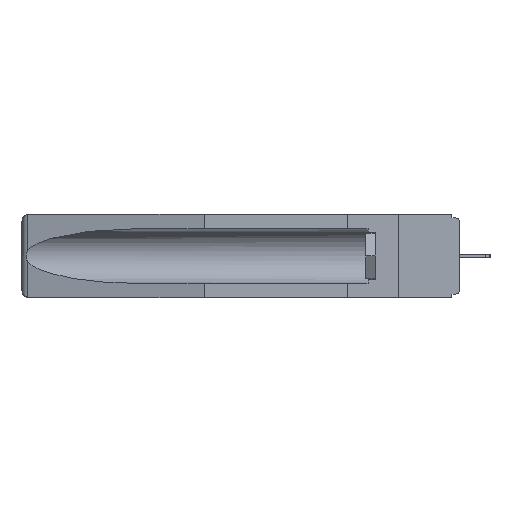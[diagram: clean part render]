
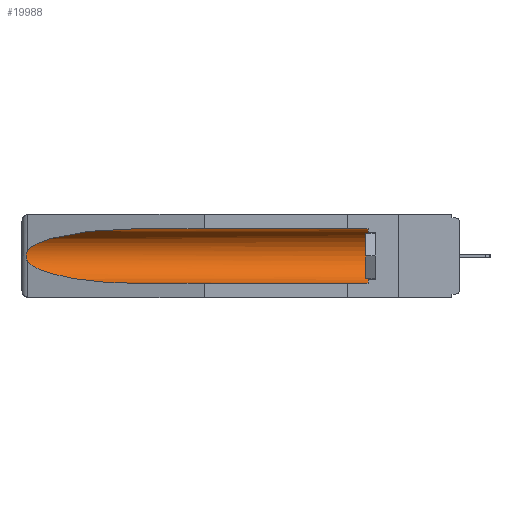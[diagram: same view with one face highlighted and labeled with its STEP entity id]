
A CAD part, left-side view. The second image highlights one B-rep face of the part: STEP entity #19988.
In plain terms, the highlighted cylindrical face has radius 2.857 mm (diameter 5.715 mm), a partial arc.
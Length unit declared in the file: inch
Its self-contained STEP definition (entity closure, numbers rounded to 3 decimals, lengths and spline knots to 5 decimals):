
#281 =( BOUNDED_CURVE ( )  B_SPLINE_CURVE ( 3, ( #15925, #24094, #26177, #13929 ),
 .UNSPECIFIED., .F., .F. ) 
 B_SPLINE_CURVE_WITH_KNOTS ( ( 4, 4 ),
 ( 0.1948, 1.5708 ),
 .UNSPECIFIED. ) 
 CURVE ( )  GEOMETRIC_REPRESENTATION_ITEM ( )  RATIONAL_B_SPLINE_CURVE ( ( 1., 0.848, 0.848, 1. ) ) 
 REPRESENTATION_ITEM ( '' )  );
#964 = CARTESIAN_POINT ( 'NONE',  ( 0.26537, 1.52718, -0.14972 ) ) ;
#3751 = VERTEX_POINT ( 'NONE', #3882 ) ;
#3882 = CARTESIAN_POINT ( 'NONE',  ( 0.155, 0.126, -0.284 ) ) ;
#3936 = ORIENTED_EDGE ( 'NONE', *, *, #18262, .T. ) ;
#5463 = CARTESIAN_POINT ( 'NONE',  ( 0.2673, 1.5327, -0.16383 ) ) ;
#5628 = FACE_OUTER_BOUND ( 'NONE', #10431, .T. ) ;
#5671 = CARTESIAN_POINT ( 'NONE',  ( 0.155, -0.30754, -0.1715 ) ) ;
#5679 = CARTESIAN_POINT ( 'NONE',  ( 0.26537, 1.52718, -0.14972 ) ) ;
#6852 = VECTOR ( 'NONE', #11669, 39.37008 ) ;
#6973 = CARTESIAN_POINT ( 'NONE',  ( 0.155, 1.07973, -0.284 ) ) ;
#7631 = CARTESIAN_POINT ( 'NONE',  ( 0.2675, 1.53308, -0.17534 ) ) ;
#8212 = ORIENTED_EDGE ( 'NONE', *, *, #26848, .T. ) ;
#8299 = DIRECTION ( 'NONE',  ( 0., 1., 0. ) ) ;
#8452 = CARTESIAN_POINT ( 'NONE',  ( 0.26537, 1.52718, -0.19328 ) ) ;
#9485 = DIRECTION ( 'NONE',  ( 0., -1., 0. ) ) ;
#9552 = CARTESIAN_POINT ( 'NONE',  ( 0.155, -0.30754, -0.284 ) ) ;
#9666 = CARTESIAN_POINT ( 'NONE',  ( 0.26597, 1.52961, -0.15275 ) ) ;
#9759 = CARTESIAN_POINT ( 'NONE',  ( 0.26655, 1.53094, -0.18657 ) ) ;
#9858 = CARTESIAN_POINT ( 'NONE',  ( 0.26537, 1.52718, -0.14972 ) ) ;
#10228 = VERTEX_POINT ( 'NONE', #15631 ) ;
#10301 = AXIS2_PLACEMENT_3D ( 'NONE', #5671, #13956, #20186 ) ;
#10431 = EDGE_LOOP ( 'NONE', ( #8212, #11137, #19231, #23167, #18905, #3936 ) ) ;
#10437 = CARTESIAN_POINT ( 'NONE',  ( 0.155, -0.30754, -0.059 ) ) ;
#11137 = ORIENTED_EDGE ( 'NONE', *, *, #13401, .T. ) ;
#11669 = DIRECTION ( 'NONE',  ( 0., 1., 0. ) ) ;
#11806 = VERTEX_POINT ( 'NONE', #8452 ) ;
#11875 = CARTESIAN_POINT ( 'NONE',  ( 0.26537, 1.52718, -0.19328 ) ) ;
#11928 = CARTESIAN_POINT ( 'NONE',  ( 0.155, 0.126, -0.059 ) ) ;
#12716 = CIRCLE ( 'NONE', #19738, 0.1125 ) ;
#13401 = EDGE_CURVE ( 'NONE', #20470, #11806, #27025, .T. ) ;
#13929 = CARTESIAN_POINT ( 'NONE',  ( 0.155, 1.07973, -0.284 ) ) ;
#13956 = DIRECTION ( 'NONE',  ( 0., 1., 0. ) ) ;
#15015 = LINE ( 'NONE', #10437, #19777 ) ;
#15631 = CARTESIAN_POINT ( 'NONE',  ( 0.155, 1.07973, -0.059 ) ) ;
#15925 = CARTESIAN_POINT ( 'NONE',  ( 0.26537, 1.52718, -0.19328 ) ) ;
#15982 = LINE ( 'NONE', #9552, #6852 ) ;
#17137 = EDGE_CURVE ( 'NONE', #11806, #25699, #281, .T. ) ;
#17961 = CARTESIAN_POINT ( 'NONE',  ( 0.26654, 1.53092, -0.15636 ) ) ;
#18157 = CARTESIAN_POINT ( 'NONE',  ( 0.25451, 1.48313, -0.09465 ) ) ;
#18262 = EDGE_CURVE ( 'NONE', #19353, #10228, #15015, .T. ) ;
#18574 = EDGE_CURVE ( 'NONE', #3751, #19353, #12716, .T. ) ;
#18905 = ORIENTED_EDGE ( 'NONE', *, *, #18574, .T. ) ;
#19231 = ORIENTED_EDGE ( 'NONE', *, *, #17137, .T. ) ;
#19353 = VERTEX_POINT ( 'NONE', #11928 ) ;
#19738 = AXIS2_PLACEMENT_3D ( 'NONE', #21773, #9485, #23834 ) ;
#19777 = VECTOR ( 'NONE', #8299, 39.37008 ) ;
#19988 = ADVANCED_FACE ( 'NONE', ( #5628 ), #21506, .F. ) ;
#20004 = CARTESIAN_POINT ( 'NONE',  ( 0.2675, 1.53308, -0.16763 ) ) ;
#20186 = DIRECTION ( 'NONE',  ( 0., 0., 1. ) ) ;
#20470 = VERTEX_POINT ( 'NONE', #9858 ) ;
#21506 = CYLINDRICAL_SURFACE ( 'NONE', #10301, 0.1125 ) ;
#21773 = CARTESIAN_POINT ( 'NONE',  ( 0.155, 0.126, -0.1715 ) ) ;
#22047 = CARTESIAN_POINT ( 'NONE',  ( 0.2673, 1.53269, -0.17917 ) ) ;
#23167 = ORIENTED_EDGE ( 'NONE', *, *, #23290, .F. ) ;
#23290 = EDGE_CURVE ( 'NONE', #3751, #25699, #15982, .T. ) ;
#23834 = DIRECTION ( 'NONE',  ( 0., 0., 1. ) ) ;
#24094 = CARTESIAN_POINT ( 'NONE',  ( 0.25451, 1.48313, -0.24835 ) ) ;
#24100 = CARTESIAN_POINT ( 'NONE',  ( 0.26597, 1.5296, -0.19026 ) ) ;
#24220 = CARTESIAN_POINT ( 'NONE',  ( 0.155, 1.07973, -0.059 ) ) ;
#24635 =( BOUNDED_CURVE ( )  B_SPLINE_CURVE ( 3, ( #24220, #26215, #18157, #5679 ),
 .UNSPECIFIED., .F., .F. ) 
 B_SPLINE_CURVE_WITH_KNOTS ( ( 4, 4 ),
 ( 4.71239, 6.08839 ),
 .UNSPECIFIED. ) 
 CURVE ( )  GEOMETRIC_REPRESENTATION_ITEM ( )  RATIONAL_B_SPLINE_CURVE ( ( 1., 0.848, 0.848, 1. ) ) 
 REPRESENTATION_ITEM ( '' )  );
#25699 = VERTEX_POINT ( 'NONE', #6973 ) ;
#26177 = CARTESIAN_POINT ( 'NONE',  ( 0.21114, 1.30732, -0.284 ) ) ;
#26215 = CARTESIAN_POINT ( 'NONE',  ( 0.21114, 1.30732, -0.059 ) ) ;
#26848 = EDGE_CURVE ( 'NONE', #10228, #20470, #24635, .T. ) ;
#27025 = B_SPLINE_CURVE_WITH_KNOTS ( 'NONE', 3,
 ( #964, #9666, #17961, #5463, #20004, #7631, #22047, #9759, #24100, #11875 ),
 .UNSPECIFIED., .F., .F.,
 ( 4, 2, 2, 2, 4 ),
 ( 0., 0.00029, 0.00058, 0.00087, 0.00117 ),
 .UNSPECIFIED. ) ;
